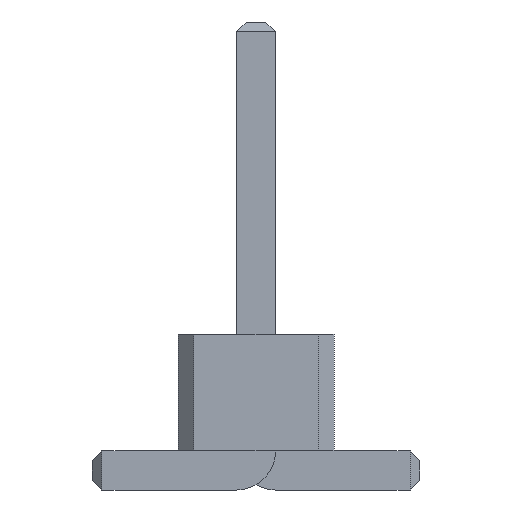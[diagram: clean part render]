
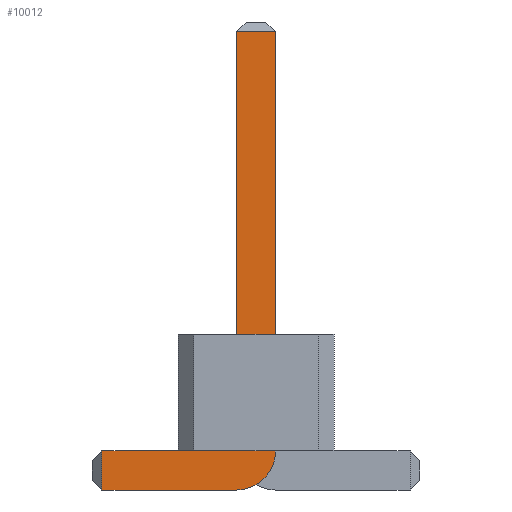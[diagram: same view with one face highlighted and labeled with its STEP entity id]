
A CAD part, front view. The second image highlights one B-rep face of the part: STEP entity #10012.
In plain terms, the highlighted planar face has unit normal (0, -1, 0).
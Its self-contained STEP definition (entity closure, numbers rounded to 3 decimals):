
#13=DIRECTION('',(0.,0.,1.));
#27=VECTOR('',#13,1.);
#56=DIRECTION('',(0.,-1.,0.));
#67=DIRECTION('',(1.,0.,0.));
#2150=VECTOR('',#67,1.);
#2203=DIRECTION('',(-1.,0.,0.));
#4283=VECTOR('',#2203,1.);
#4559=DIRECTION('',(0.,0.,-1.));
#4576=VECTOR('',#4559,1.);
#9867=DIRECTION('',(0.,-1.,0.));
#9868=DIRECTION('',(-1.,0.,0.));
#9875=VERTEX_POINT('',#9876);
#9876=CARTESIAN_POINT('',(-1.975,-36.25,0.));
#9878=ORIENTED_EDGE('',*,*,#9879,.T.);
#9879=EDGE_CURVE('',#9875,#9880,#9882,.T.);
#9880=VERTEX_POINT('',#9881);
#9881=CARTESIAN_POINT('',(-0.25,-36.25,0.));
#9882=LINE('',#9883,#2150);
#9883=CARTESIAN_POINT('',(-2.1,-36.25,0.));
#9915=VERTEX_POINT('',#9916);
#9916=CARTESIAN_POINT('',(0.25,-36.25,0.5));
#9919=EDGE_CURVE('',#9880,#9915,#9920,.T.);
#9920=CIRCLE('',#9921,0.5);
#9921=AXIS2_PLACEMENT_3D('',#9922,#56,#4559);
#9922=CARTESIAN_POINT('',(-0.25,-36.25,0.5));
#9930=VERTEX_POINT('',#9922);
#9932=ORIENTED_EDGE('',*,*,#9933,.T.);
#9933=EDGE_CURVE('',#9930,#9934,#9936,.T.);
#9934=VERTEX_POINT('',#9935);
#9935=CARTESIAN_POINT('',(-1.975,-36.25,0.5));
#9936=LINE('',#9922,#4283);
#9946=ORIENTED_EDGE('',*,*,#9947,.T.);
#9947=EDGE_CURVE('',#9915,#9948,#9950,.T.);
#9948=VERTEX_POINT('',#9949);
#9949=CARTESIAN_POINT('',(0.25,-36.25,5.875));
#9950=LINE('',#9951,#27);
#9951=CARTESIAN_POINT('',(0.25,-36.25,0.));
#9963=VERTEX_POINT('',#9964);
#9964=CARTESIAN_POINT('',(-0.25,-36.25,5.875));
#9966=ORIENTED_EDGE('',*,*,#9967,.T.);
#9967=EDGE_CURVE('',#9963,#9930,#9968,.T.);
#9968=LINE('',#9969,#4576);
#9969=CARTESIAN_POINT('',(-0.25,-36.25,6.));
#10012=ADVANCED_FACE('',(#10013),#10022,.T.);
#10013=FACE_BOUND('',#10014,.T.);
#10014=EDGE_LOOP('',(#9878,#10015,#9946,#10016,#9966,#9932,#10019));
#10015=ORIENTED_EDGE('',*,*,#9919,.T.);
#10016=ORIENTED_EDGE('',*,*,#10017,.T.);
#10017=EDGE_CURVE('',#9948,#9963,#10018,.T.);
#10018=LINE('',#9949,#4283);
#10019=ORIENTED_EDGE('',*,*,#10020,.T.);
#10020=EDGE_CURVE('',#9934,#9875,#10021,.T.);
#10021=LINE('',#9935,#4576);
#10022=PLANE('',#10023);
#10023=AXIS2_PLACEMENT_3D('',#10024,#9867,#9868);
#10024=CARTESIAN_POINT('',(-0.316,-36.25,2.391));
